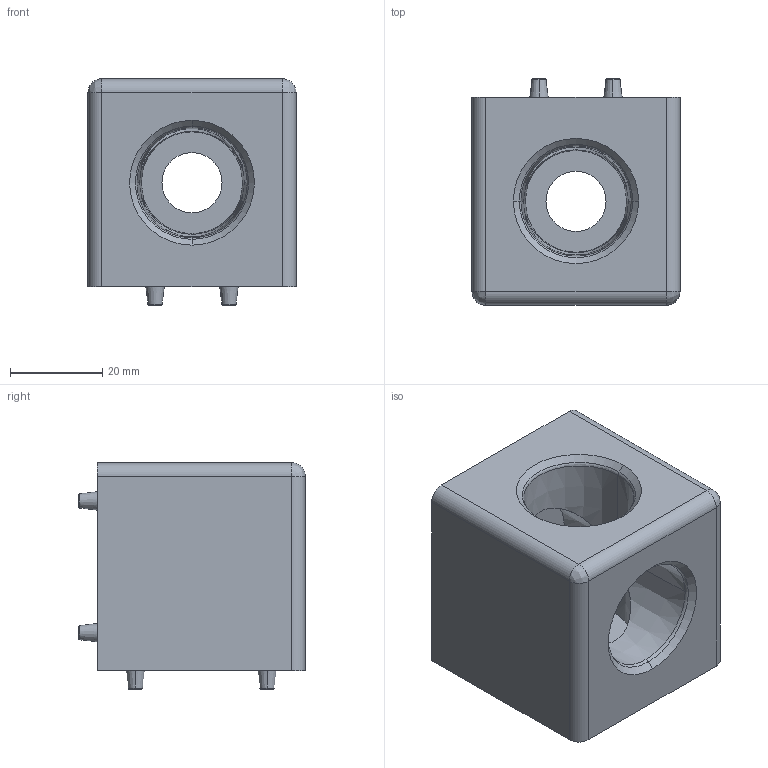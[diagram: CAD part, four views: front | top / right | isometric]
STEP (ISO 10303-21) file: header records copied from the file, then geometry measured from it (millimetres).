
FILE_DESCRIPTION (( 'STEP AP203' ), '1' );
FILE_NAME ('084.310.020.STEP', '2013-01-25T13:09:29', ( 'Alusic' ), ( 'Alusic' ), 'SwSTEP 2.0', 'SolidWorks 2011', '' );
FILE_SCHEMA (( 'CONFIG_CONTROL_DESIGN' ));
Length unit declared in the file: millimetre
Products named in the file (1): 084.310.020
Bounding box: 45 x 49 x 49 mm (x, y, z)
Volume: 64756.2 mm3; surface area: 15370.9 mm2
Topology: 1 solids, 1 shells, 78 faces, 174 edges, 104 vertices
Faces by surface type: cone 28, bspline 22, plane 19, cylinder 9
Entity records: 2692 total; most frequent: CARTESIAN_POINT 966, DIRECTION 348, ORIENTED_EDGE 344, EDGE_CURVE 172, AXIS2_PLACEMENT_3D 145, VERTEX_POINT 104, EDGE_LOOP 92, CIRCLE 88
